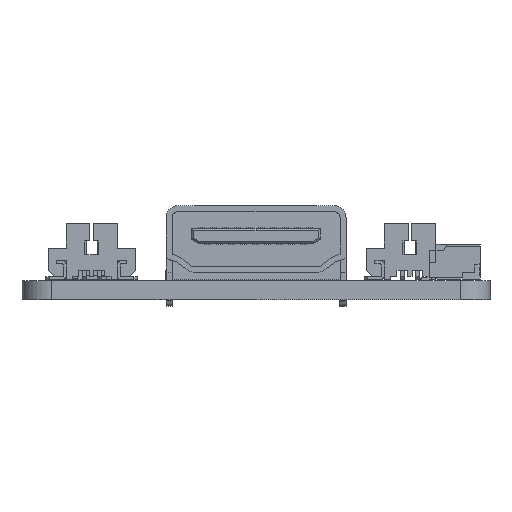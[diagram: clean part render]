
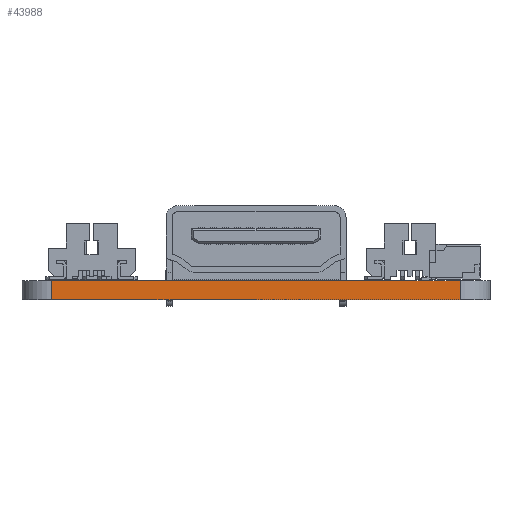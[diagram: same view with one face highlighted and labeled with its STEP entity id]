
A CAD part, left-side view. The second image highlights one B-rep face of the part: STEP entity #43988.
In plain terms, the highlighted planar face has unit normal (-1, 0, 0).
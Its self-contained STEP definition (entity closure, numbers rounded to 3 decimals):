
#43361 = VERTEX_POINT('',#43362);
#43362 = CARTESIAN_POINT('',(101.335,-75.,0.));
#43369 = EDGE_CURVE('',#43370,#43361,#43372,.T.);
#43370 = VERTEX_POINT('',#43371);
#43371 = CARTESIAN_POINT('',(101.335,-109.,0.));
#43372 = LINE('',#43373,#43374);
#43373 = CARTESIAN_POINT('',(101.335,-109.,0.));
#43374 = VECTOR('',#43375,1.);
#43375 = DIRECTION('',(0.,1.,0.));
#43661 = VERTEX_POINT('',#43662);
#43662 = CARTESIAN_POINT('',(101.335,-75.,1.6));
#43669 = EDGE_CURVE('',#43670,#43661,#43672,.T.);
#43670 = VERTEX_POINT('',#43671);
#43671 = CARTESIAN_POINT('',(101.335,-109.,1.6));
#43672 = LINE('',#43673,#43674);
#43673 = CARTESIAN_POINT('',(101.335,-109.,1.6));
#43674 = VECTOR('',#43675,1.);
#43675 = DIRECTION('',(0.,1.,0.));
#43958 = EDGE_CURVE('',#43361,#43661,#43959,.T.);
#43959 = LINE('',#43960,#43961);
#43960 = CARTESIAN_POINT('',(101.335,-75.,0.));
#43961 = VECTOR('',#43962,1.);
#43962 = DIRECTION('',(0.,0.,1.));
#43988 = ADVANCED_FACE('',(#43989),#44000,.T.);
#43989 = FACE_BOUND('',#43990,.T.);
#43990 = EDGE_LOOP('',(#43991,#43997,#43998,#43999));
#43991 = ORIENTED_EDGE('',*,*,#43992,.T.);
#43992 = EDGE_CURVE('',#43370,#43670,#43993,.T.);
#43993 = LINE('',#43994,#43995);
#43994 = CARTESIAN_POINT('',(101.335,-109.,0.));
#43995 = VECTOR('',#43996,1.);
#43996 = DIRECTION('',(0.,0.,1.));
#43997 = ORIENTED_EDGE('',*,*,#43669,.T.);
#43998 = ORIENTED_EDGE('',*,*,#43958,.F.);
#43999 = ORIENTED_EDGE('',*,*,#43369,.F.);
#44000 = PLANE('',#44001);
#44001 = AXIS2_PLACEMENT_3D('',#44002,#44003,#44004);
#44002 = CARTESIAN_POINT('',(101.335,-109.,0.));
#44003 = DIRECTION('',(-1.,0.,0.));
#44004 = DIRECTION('',(0.,1.,0.));
